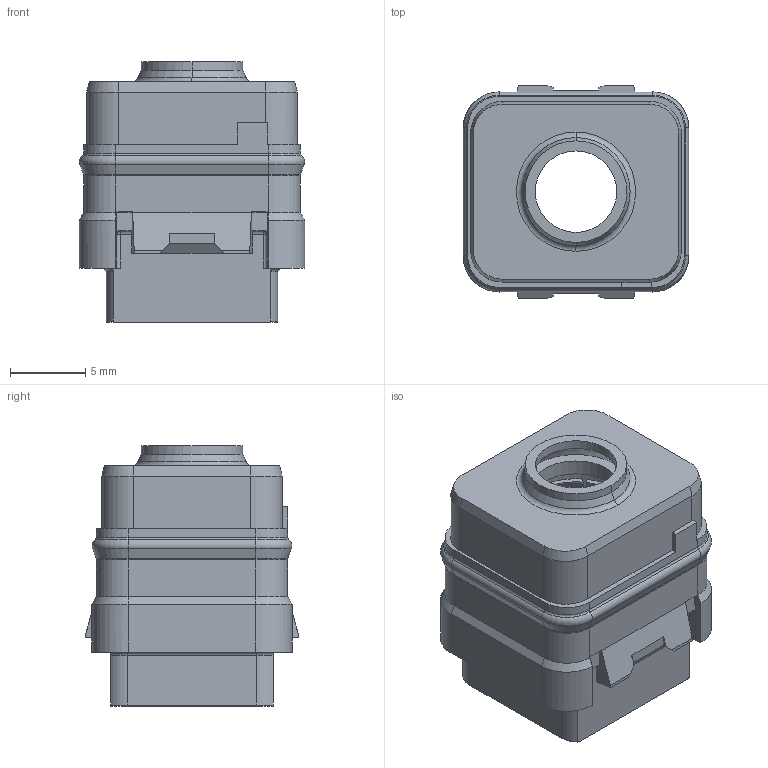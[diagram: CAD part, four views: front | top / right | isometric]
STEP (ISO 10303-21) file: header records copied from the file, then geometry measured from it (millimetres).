
FILE_DESCRIPTION((''),'2;1');
FILE_NAME('SIME0108PNC','2020-01-15T',('presta_be4'),(''),'CREO PARAMETRIC BY PTC INC, 2018360','CREO PARAMETRIC BY PTC INC, 2018360','');
FILE_SCHEMA(('CONFIG_CONTROL_DESIGN'));
Length unit declared in the file: millimetre
Products named in the file (1): SIME0108PNC
Bounding box: 15 x 14.15 x 17.33 mm (x, y, z)
Volume: 1731.9 mm3; surface area: 1887.7 mm2
Topology: 1 solids, 1 shells, 321 faces, 829 edges, 516 vertices
Faces by surface type: plane 150, cylinder 79, torus 52, cone 35, sphere 4, bspline 1
Entity records: 10036 total; most frequent: CARTESIAN_POINT 2136, ORIENTED_EDGE 1658, DIRECTION 1657, EDGE_CURVE 829, AXIS2_PLACEMENT_3D 592, VERTEX_POINT 516, VECTOR 473, LINE 473
